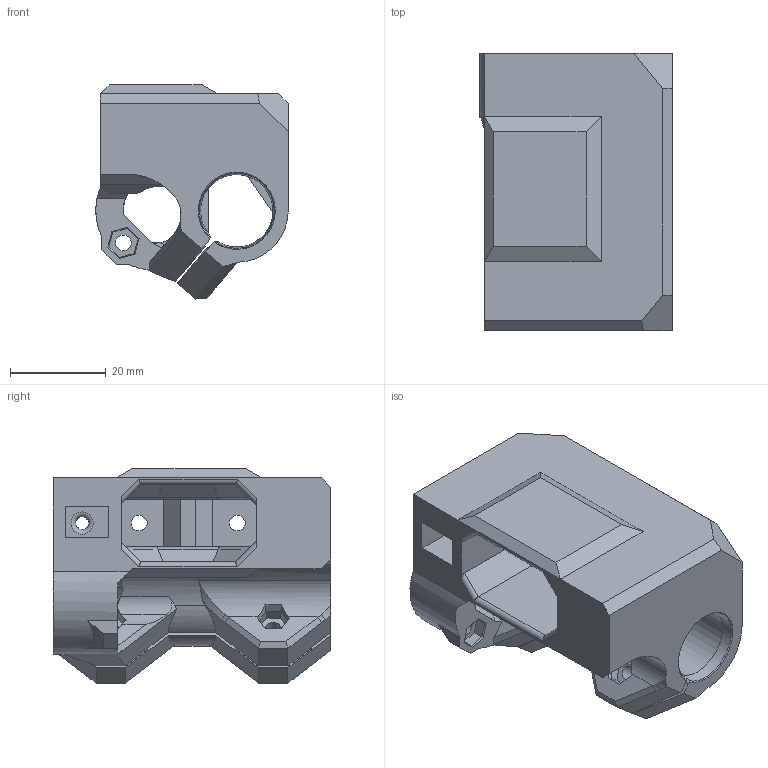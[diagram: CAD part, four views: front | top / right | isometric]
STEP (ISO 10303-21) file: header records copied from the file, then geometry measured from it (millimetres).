
FILE_DESCRIPTION(/* description */ ('STEP AP242','CAx-IF Rec.Pracs.---Representation and Presentation of Product Manufacturing Information (PMI)---4.0---2014-10-13','CAx-IF Rec.Pracs.---3D Tessellated Geometry---0.4---2014-09-14','2;1'),/* implementation_level */ '2;1');
FILE_NAME(/* name */ '62c98d2c80b2d137eba6a528',/* time_stamp */ '2022-07-09T14:14:05+00:00',/* author */ (''),/* organization */ (''),/* preprocessor_version */ 'ST-DEVELOPER v18.102',/* originating_system */ ' ',/* authorisation */ ' ');
FILE_SCHEMA (('AP242_MANAGED_MODEL_BASED_3D_ENGINEERING_MIM_LF { 1 0 10303 442 1 1 4 }'));
Length unit declared in the file: metre
Products named in the file (1): X_end_idler
Bounding box: 40.26 x 58 x 44.79 mm (x, y, z)
Volume: 43610.1 mm3; surface area: 18889.8 mm2
Topology: 1 solids, 10 shells, 320 faces, 830 edges, 537 vertices
Faces by surface type: plane 264, cylinder 41, cone 9, bspline 4, torus 2
Full cylindrical faces by diameter (mm): 3.3 x3, 13.5 x1
Entity records: 9745 total; most frequent: CARTESIAN_POINT 1898, ORIENTED_EDGE 1638, DIRECTION 1540, EDGE_CURVE 819, LINE 672, VECTOR 672, VERTEX_POINT 533, AXIS2_PLACEMENT_3D 434
